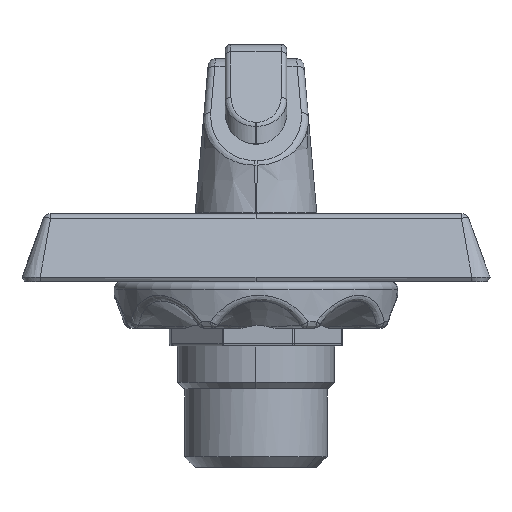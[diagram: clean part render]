
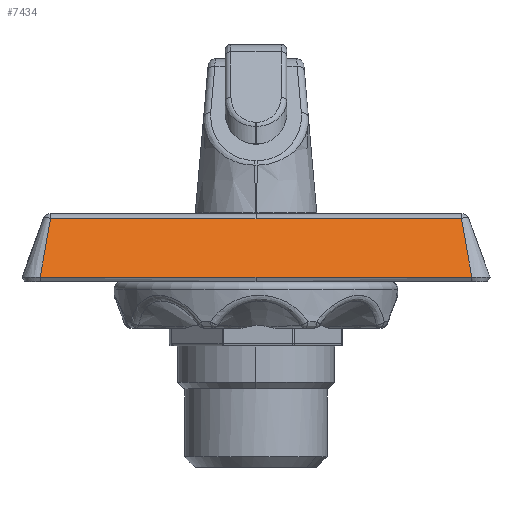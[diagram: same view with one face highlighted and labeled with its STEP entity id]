
A CAD part, left-side view. The second image highlights one B-rep face of the part: STEP entity #7434.
In plain terms, the highlighted planar face has unit normal (-0.94, 0, 0.342).
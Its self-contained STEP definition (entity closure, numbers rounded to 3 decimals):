
#1333=DIRECTION('',(0.,-1.,-0.001));
#1334=VECTOR('',#1333,30.215);
#1335=CARTESIAN_POINT('',(-50.829,-19.818,
-2.342));
#1336=LINE('',#1335,#1334);
#1337=DIRECTION('',(0.,-1.,0.001));
#1338=VECTOR('',#1337,30.215);
#1339=CARTESIAN_POINT('',(-50.835,10.397,
-2.358));
#1340=LINE('',#1339,#1338);
#1341=DIRECTION('',(-0.337,0.164,-0.927));
#1342=VECTOR('',#1341,8.846);
#1343=CARTESIAN_POINT('',(-47.85,8.947,5.842));
#1344=LINE('',#1343,#1342);
#1345=DIRECTION('',(0.337,0.164,0.927));
#1346=VECTOR('',#1345,8.846);
#1347=CARTESIAN_POINT('',(-50.835,-50.033,
-2.358));
#1348=LINE('',#1347,#1346);
#1642=CARTESIAN_POINT('',(-47.85,-48.584,
5.842));
#1685=DIRECTION('',(0.,-1.,0.));
#1686=VECTOR('',#1685,28.765);
#1687=CARTESIAN_POINT('',(-47.85,-19.818,
5.842));
#1688=LINE('',#1687,#1686);
#1693=DIRECTION('',(0.,-1.,0.));
#1694=VECTOR('',#1693,28.765);
#1695=CARTESIAN_POINT('',(-47.85,8.947,5.842));
#1696=LINE('',#1695,#1694);
#5177=VERTEX_POINT('',#1642);
#5178=CARTESIAN_POINT('',(-50.835,-50.033,
-2.358));
#5179=VERTEX_POINT('',#5178);
#5182=CARTESIAN_POINT('',(-47.85,-19.818,
5.842));
#5184=VERTEX_POINT('',#5182);
#5186=CARTESIAN_POINT('',(-47.85,8.947,5.842));
#5187=VERTEX_POINT('',#5186);
#5189=CARTESIAN_POINT('',(-50.835,10.397,
-2.358));
#5191=VERTEX_POINT('',#5189);
#5207=CARTESIAN_POINT('',(-50.829,-19.818,
-2.342));
#5209=VERTEX_POINT('',#5207);
#7417=CARTESIAN_POINT('',(-49.342,-19.818,
1.742));
#7418=DIRECTION('',(0.94,0.,-0.342));
#7419=DIRECTION('',(0.342,0.,0.94));
#7420=AXIS2_PLACEMENT_3D('',#7417,#7418,#7419);
#7421=PLANE('',#7420);
#7422=ORIENTED_EDGE('',*,*,#7362,.F.);
#7423=ORIENTED_EDGE('',*,*,#7401,.F.);
#7425=ORIENTED_EDGE('',*,*,#7424,.F.);
#7427=ORIENTED_EDGE('',*,*,#7426,.T.);
#7429=ORIENTED_EDGE('',*,*,#7428,.T.);
#7431=ORIENTED_EDGE('',*,*,#7430,.F.);
#7432=EDGE_LOOP('',(#7422,#7423,#7425,#7427,#7429,#7431));
#7433=FACE_OUTER_BOUND('',#7432,.F.);
#7362=EDGE_CURVE('',#5209,#5179,#1336,.T.);
#7401=EDGE_CURVE('',#5191,#5209,#1340,.T.);
#7424=EDGE_CURVE('',#5187,#5191,#1344,.T.);
#7426=EDGE_CURVE('',#5187,#5184,#1696,.T.);
#7428=EDGE_CURVE('',#5184,#5177,#1688,.T.);
#7430=EDGE_CURVE('',#5179,#5177,#1348,.T.);
#7434=ADVANCED_FACE('',(#7433),#7421,.F.);
